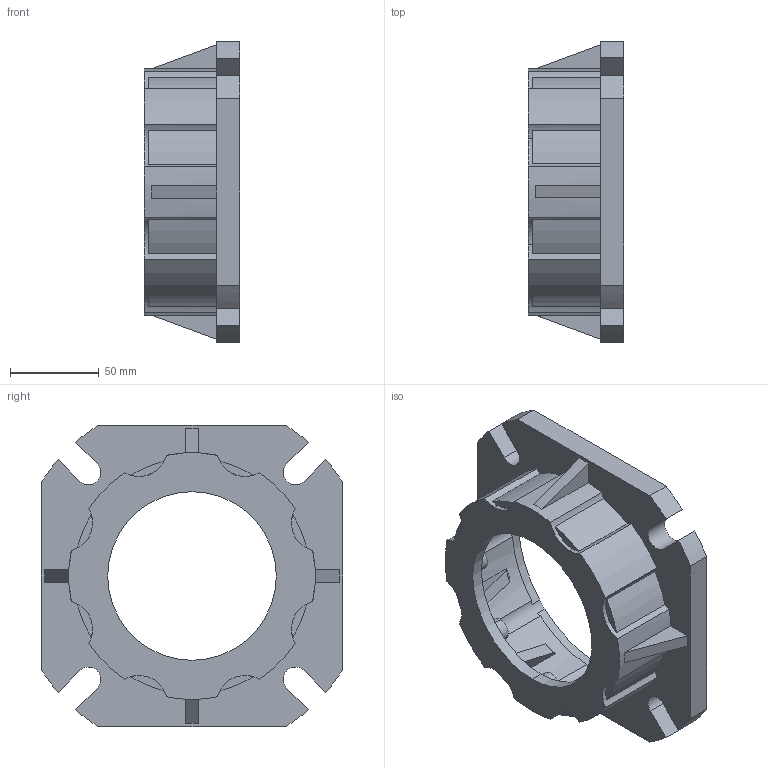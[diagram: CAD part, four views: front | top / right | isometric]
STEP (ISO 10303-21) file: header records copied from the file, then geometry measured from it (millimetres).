
FILE_DESCRIPTION (( 'STEP AP214' ), '1' );
FILE_NAME ('WGA-75M-ACC1.STEP', '2014-10-31T11:40:03', ( '' ), ( '' ), 'SwSTEP 2.0', 'SolidWorks 2014', '' );
FILE_SCHEMA (( 'AUTOMOTIVE_DESIGN' ));
Length unit declared in the file: inch
Products named in the file (1): WGA-75M-ACC1
Bounding box: 54 x 170 x 170 mm (x, y, z)
Volume: 303819.9 mm3; surface area: 95370.5 mm2
Topology: 1 solids, 1 shells, 168 faces, 468 edges, 312 vertices
Faces by surface type: cylinder 84, plane 84
Entity records: 5644 total; most frequent: DIRECTION 1004, CARTESIAN_POINT 988, ORIENTED_EDGE 936, EDGE_CURVE 468, AXIS2_PLACEMENT_3D 380, VERTEX_POINT 312, VECTOR 244, LINE 244
